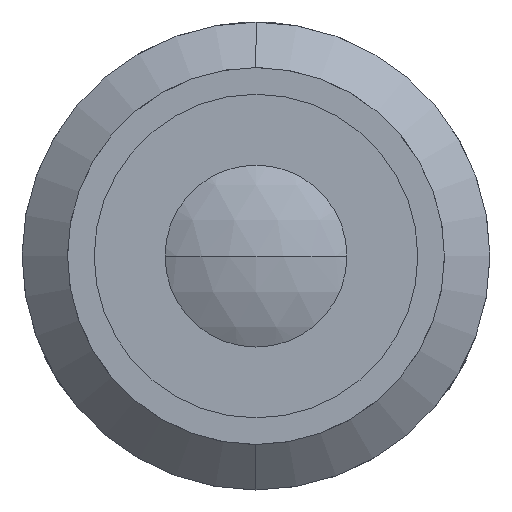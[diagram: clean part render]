
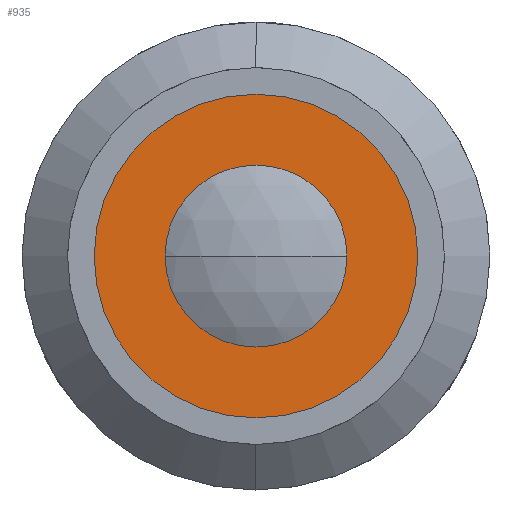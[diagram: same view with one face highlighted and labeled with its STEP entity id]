
A CAD part, left-side view. The second image highlights one B-rep face of the part: STEP entity #935.
In plain terms, the highlighted planar face has unit normal (-1, 0, 0).
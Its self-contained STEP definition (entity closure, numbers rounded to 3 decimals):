
#45 = DIRECTION ( 'NONE',  ( 0., 0., 1. ) ) ;
#53 = CARTESIAN_POINT ( 'NONE',  ( 3.8, 0., 7. ) ) ;
#80 = VERTEX_POINT ( 'NONE', #2338 ) ;
#89 = CARTESIAN_POINT ( 'NONE',  ( 3.8, 0., 0. ) ) ;
#140 = DIRECTION ( 'NONE',  ( -1., 0., 0. ) ) ;
#146 = EDGE_CURVE ( 'NONE', #2362, #1789, #2662, .T. ) ;
#293 = CIRCLE ( 'NONE', #2796, 7. ) ;
#338 = FACE_BOUND ( 'NONE', #3151, .T. ) ;
#377 = ORIENTED_EDGE ( 'NONE', *, *, #146, .T. ) ;
#415 = CARTESIAN_POINT ( 'NONE',  ( 3.8, 13.5, 0. ) ) ;
#421 = DIRECTION ( 'NONE',  ( -1., 0., 0. ) ) ;
#582 = EDGE_CURVE ( 'NONE', #1789, #2362, #2927, .T. ) ;
#696 = DIRECTION ( 'NONE',  ( 0., 0., -1. ) ) ;
#913 = ORIENTED_EDGE ( 'NONE', *, *, #4178, .F. ) ;
#935 = ADVANCED_FACE ( 'NONE', ( #338, #1027 ), #3101, .F. ) ;
#1027 = FACE_OUTER_BOUND ( 'NONE', #2904, .T. ) ;
#1350 = ORIENTED_EDGE ( 'NONE', *, *, #3943, .F. ) ;
#1475 = ORIENTED_EDGE ( 'NONE', *, *, #582, .T. ) ;
#1789 = VERTEX_POINT ( 'NONE', #3383 ) ;
#1997 = CARTESIAN_POINT ( 'NONE',  ( 3.8, 0., -13.5 ) ) ;
#2298 = AXIS2_PLACEMENT_3D ( 'NONE', #3226, #140, #3293 ) ;
#2305 = DIRECTION ( 'NONE',  ( 0., 0., 1. ) ) ;
#2338 = CARTESIAN_POINT ( 'NONE',  ( 3.8, 0., -7. ) ) ;
#2362 = VERTEX_POINT ( 'NONE', #1997 ) ;
#2401 = DIRECTION ( 'NONE',  ( 1., 0., 0. ) ) ;
#2579 = CIRCLE ( 'NONE', #2298, 7. ) ;
#2662 = CIRCLE ( 'NONE', #4166, 13.5 ) ;
#2796 = AXIS2_PLACEMENT_3D ( 'NONE', #3255, #4374, #2305 ) ;
#2823 = CARTESIAN_POINT ( 'NONE',  ( 3.8, 0., 0. ) ) ;
#2904 = EDGE_LOOP ( 'NONE', ( #1475, #377 ) ) ;
#2927 = CIRCLE ( 'NONE', #4439, 13.5 ) ;
#3101 = PLANE ( 'NONE',  #3698 ) ;
#3151 = EDGE_LOOP ( 'NONE', ( #913, #1350 ) ) ;
#3226 = CARTESIAN_POINT ( 'NONE',  ( 3.8, 0., 0. ) ) ;
#3255 = CARTESIAN_POINT ( 'NONE',  ( 3.8, 0., 0. ) ) ;
#3293 = DIRECTION ( 'NONE',  ( 0., 0., 1. ) ) ;
#3383 = CARTESIAN_POINT ( 'NONE',  ( 3.8, 0., 13.5 ) ) ;
#3484 = DIRECTION ( 'NONE',  ( 0., 0., 1. ) ) ;
#3524 = DIRECTION ( 'NONE',  ( -1., 0., 0. ) ) ;
#3698 = AXIS2_PLACEMENT_3D ( 'NONE', #415, #2401, #696 ) ;
#3741 = VERTEX_POINT ( 'NONE', #53 ) ;
#3943 = EDGE_CURVE ( 'NONE', #80, #3741, #293, .T. ) ;
#4166 = AXIS2_PLACEMENT_3D ( 'NONE', #2823, #3524, #45 ) ;
#4178 = EDGE_CURVE ( 'NONE', #3741, #80, #2579, .T. ) ;
#4374 = DIRECTION ( 'NONE',  ( -1., 0., 0. ) ) ;
#4439 = AXIS2_PLACEMENT_3D ( 'NONE', #89, #421, #3484 ) ;
